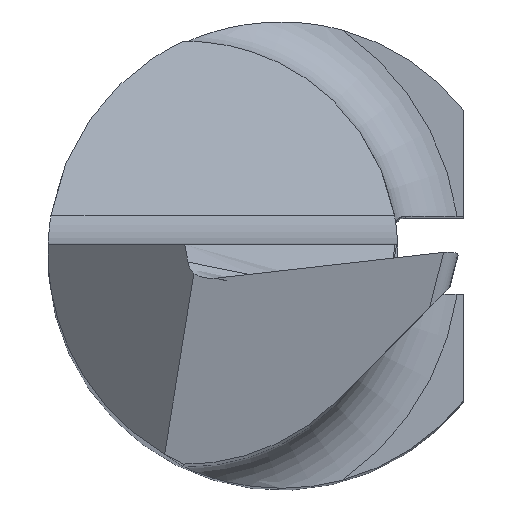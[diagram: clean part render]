
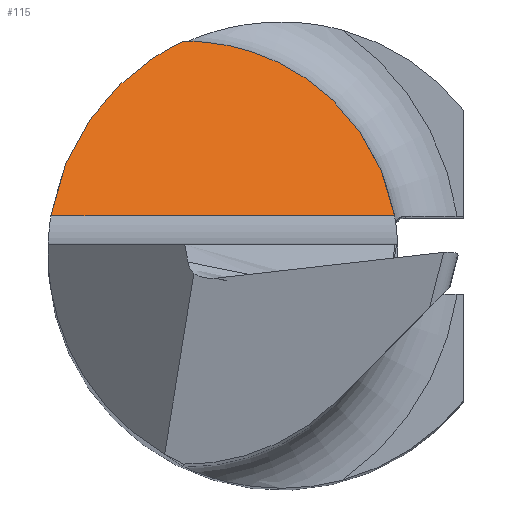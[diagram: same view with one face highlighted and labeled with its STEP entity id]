
A CAD part, top view. The second image highlights one B-rep face of the part: STEP entity #115.
In plain terms, the highlighted planar face has unit normal (0, 0.766, 0.643).
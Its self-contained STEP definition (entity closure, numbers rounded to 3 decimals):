
#115 = ADVANCED_FACE ( 'NONE', ( #782 ), #494, .F. ) ;
#122 = CARTESIAN_POINT ( 'NONE',  ( -3., 0.474, 32.482 ) ) ;
#141 = CARTESIAN_POINT ( 'NONE',  ( -3., 0.474, 32.482 ) ) ;
#153 = VERTEX_POINT ( 'NONE', #386 ) ;
#211 = CARTESIAN_POINT ( 'NONE',  ( -1.255, 2.725, 29.8 ) ) ;
#282 = VECTOR ( 'NONE', #509, 1000. ) ;
#302 = CARTESIAN_POINT ( 'NONE',  ( 0.141, 2.74, 29.782 ) ) ;
#335 = CARTESIAN_POINT ( 'NONE',  ( -1.255, 2.725, 29.8 ) ) ;
#369 = CARTESIAN_POINT ( 'NONE',  ( 1.458, 0.474, 32.482 ) ) ;
#386 = CARTESIAN_POINT ( 'NONE',  ( 1.458, 0.474, 32.482 ) ) ;
#391 = ORIENTED_EDGE ( 'NONE', *, *, #1109, .F. ) ;
#393 = EDGE_LOOP ( 'NONE', ( #1132, #508, #391 ) ) ;
#399 = DIRECTION ( 'NONE',  ( 0., 0.643, -0.766 ) ) ;
#408 = EDGE_CURVE ( 'NONE', #965, #153, #864, .T. ) ;
#422 =( BOUNDED_CURVE ( )  B_SPLINE_CURVE ( 3, ( #369, #666, #302, #211 ),
 .UNSPECIFIED., .F., .T. ) 
 B_SPLINE_CURVE_WITH_KNOTS ( ( 4, 4 ),
 ( 4.887, 6.294 ),
 .UNSPECIFIED. ) 
 CURVE ( )  GEOMETRIC_REPRESENTATION_ITEM ( )  RATIONAL_B_SPLINE_CURVE ( ( 1., 0.842, 0.842, 1. ) ) 
 REPRESENTATION_ITEM ( '' )  );
#494 = PLANE ( 'NONE',  #1208 ) ;
#508 = ORIENTED_EDGE ( 'NONE', *, *, #863, .T. ) ;
#509 = DIRECTION ( 'NONE',  ( 1., 0., 0. ) ) ;
#666 = CARTESIAN_POINT ( 'NONE',  ( 1.215, 1.849, 30.844 ) ) ;
#680 =( BOUNDED_CURVE ( )  B_SPLINE_CURVE ( 3, ( #913, #738, #825, #928 ),
 .UNSPECIFIED., .F., .T. ) 
 B_SPLINE_CURVE_WITH_KNOTS ( ( 4, 4 ),
 ( 4.871, 5.852 ),
 .UNSPECIFIED. ) 
 CURVE ( )  GEOMETRIC_REPRESENTATION_ITEM ( )  RATIONAL_B_SPLINE_CURVE ( ( 1., 0.921, 0.921, 1. ) ) 
 REPRESENTATION_ITEM ( '' )  );
#738 = CARTESIAN_POINT ( 'NONE',  ( -2.801, 1.483, 31.28 ) ) ;
#771 = CARTESIAN_POINT ( 'NONE',  ( -2.962, 0.474, 32.482 ) ) ;
#782 = FACE_OUTER_BOUND ( 'NONE', #393, .T. ) ;
#825 = CARTESIAN_POINT ( 'NONE',  ( -2.183, 2.297, 30.31 ) ) ;
#863 = EDGE_CURVE ( 'NONE', #153, #1037, #422, .T. ) ;
#864 = LINE ( 'NONE', #122, #282 ) ;
#913 = CARTESIAN_POINT ( 'NONE',  ( -2.962, 0.474, 32.482 ) ) ;
#928 = CARTESIAN_POINT ( 'NONE',  ( -1.255, 2.725, 29.8 ) ) ;
#965 = VERTEX_POINT ( 'NONE', #771 ) ;
#1037 = VERTEX_POINT ( 'NONE', #335 ) ;
#1109 = EDGE_CURVE ( 'NONE', #965, #1037, #680, .T. ) ;
#1132 = ORIENTED_EDGE ( 'NONE', *, *, #408, .T. ) ;
#1133 = DIRECTION ( 'NONE',  ( 0., -0.766, -0.643 ) ) ;
#1208 = AXIS2_PLACEMENT_3D ( 'NONE', #141, #1133, #399 ) ;
